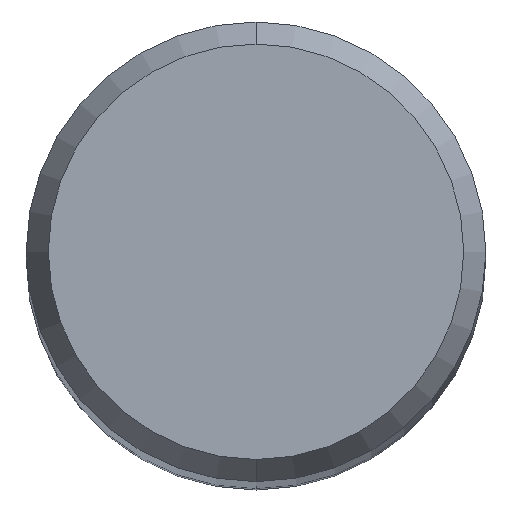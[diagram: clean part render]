
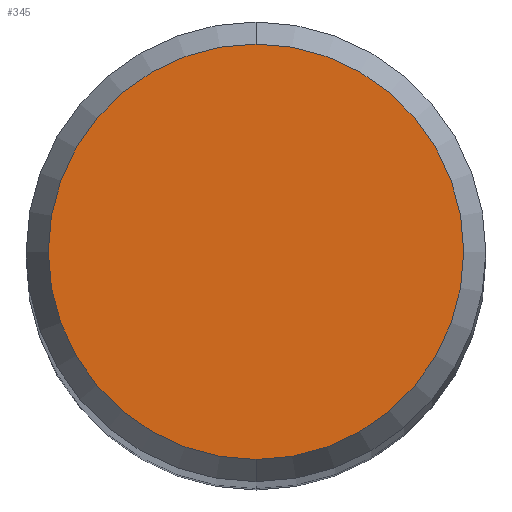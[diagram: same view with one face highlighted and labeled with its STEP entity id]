
A CAD part, top view. The second image highlights one B-rep face of the part: STEP entity #345.
In plain terms, the highlighted planar face has unit normal (0, 0, 1).
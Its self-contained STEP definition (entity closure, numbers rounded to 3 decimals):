
#181=VERTEX_POINT('',#450);
#301=EDGE_CURVE('',#323,#181,#583,.T.);
#323=VERTEX_POINT('',#605);
#345=ADVANCED_FACE('',(#629),#630,.T.);
#365=EDGE_CURVE('',#181,#323,#652,.T.);
#450=CARTESIAN_POINT('',(0.0,2.152,0.));
#583=CIRCLE('',#1035,2.152);
#605=CARTESIAN_POINT('',(0.,-2.152,0.));
#629=FACE_OUTER_BOUND('',#1167,.T.);
#630=PLANE('',#1168);
#652=CIRCLE('',#1194,2.152);
#1035=AXIS2_PLACEMENT_3D('',#1454,#1455,#1456);
#1167=EDGE_LOOP('',(#1489,#1490));
#1168=AXIS2_PLACEMENT_3D('',#1491,#1492,#1493);
#1194=AXIS2_PLACEMENT_3D('',#1515,#1516,#1517);
#1454=CARTESIAN_POINT('',(0.0,0.0,0.));
#1455=DIRECTION('',(0.0,0.0,-1.0));
#1456=DIRECTION('',(0.0,1.0,0.0));
#1489=ORIENTED_EDGE('',*,*,#365,.F.);
#1490=ORIENTED_EDGE('',*,*,#301,.F.);
#1491=CARTESIAN_POINT('',(0.0,1.076,0.));
#1492=DIRECTION('',(-0.0,0.0,1.0));
#1493=DIRECTION('',(0.0,-1.0,0.0));
#1515=CARTESIAN_POINT('',(0.0,0.0,0.));
#1516=DIRECTION('',(0.0,0.0,-1.0));
#1517=DIRECTION('',(0.0,1.0,0.0));
